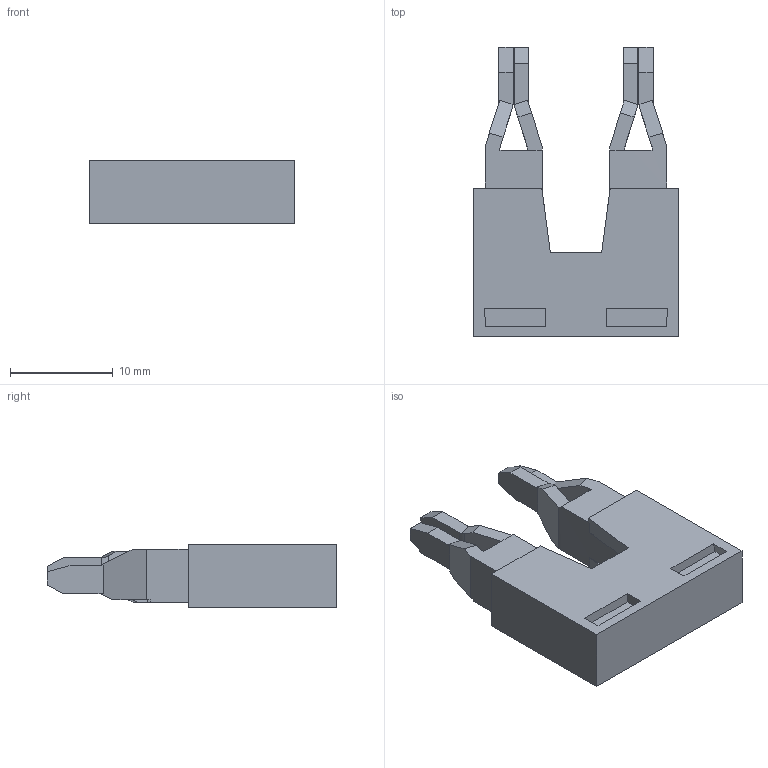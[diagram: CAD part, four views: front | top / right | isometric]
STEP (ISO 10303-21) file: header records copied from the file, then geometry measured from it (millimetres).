
FILE_DESCRIPTION(/* description */ (''),/* implementation_level */ '2;1');
FILE_NAME(/* name */ '17247.8_SQI_16-2.stp',/* time_stamp */ '2018-06-26T13:16:26+02:00',/* author */ (''),/* organization */ (''),/* preprocessor_version */ 'ST-DEVELOPER v16',/* originating_system */ 'SIEMENS PLM Software NX 10.0',/* authorisation */ '');
FILE_SCHEMA (('AP203_CONFIGURATION_CONTROLLED_3D_DESIGN_OF_MECHANICAL_PARTS_AND_ASSEMBLIES_MIM_LF { 1 0 10303 403 2 1 2}'));
Length unit declared in the file: millimetre
Products named in the file (1): scho25F0EFD7xeun
Bounding box: 20 x 28.25 x 6.2 mm (x, y, z)
Volume: 1792.3 mm3; surface area: 1949.4 mm2
Topology: 1 solids, 1 shells, 119 faces, 356 edges, 241 vertices
Faces by surface type: plane 111, cylinder 6, bspline 2
Entity records: 4338 total; most frequent: CARTESIAN_POINT 970, ORIENTED_EDGE 730, DIRECTION 605, EDGE_CURVE 365, LINE 329, VECTOR 329, VERTEX_POINT 252, AXIS2_PLACEMENT_3D 138
